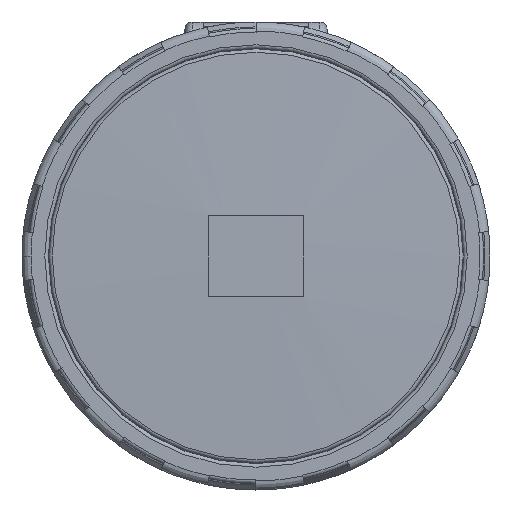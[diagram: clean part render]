
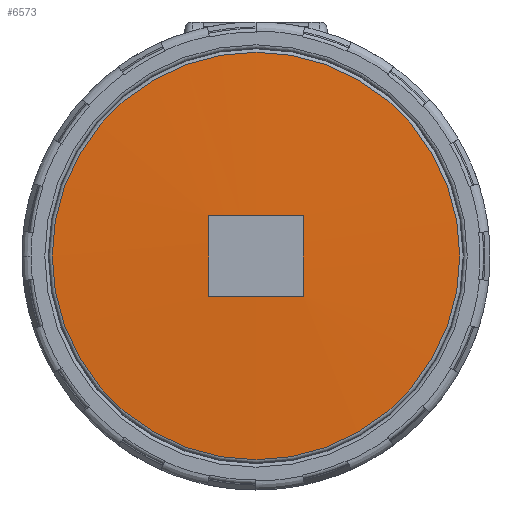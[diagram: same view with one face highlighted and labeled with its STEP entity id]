
A CAD part, left-side view. The second image highlights one B-rep face of the part: STEP entity #6573.
In plain terms, the highlighted spherical face has radius 1100 mm.
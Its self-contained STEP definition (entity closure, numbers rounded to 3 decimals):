
#483=SPHERICAL_SURFACE('',#36457,1100.);
#1662=FACE_BOUND('',#11384,.T.);
#1663=FACE_BOUND('',#11385,.T.);
#3100=CIRCLE('',#36388,1099.945);
#3101=CIRCLE('',#36391,1099.923);
#3102=CIRCLE('',#36393,1099.923);
#3127=CIRCLE('',#36455,55.951);
#3128=CIRCLE('',#36456,1099.945);
#6573=ADVANCED_FACE('',(#1662,#1663),#483,.T.);
#11384=EDGE_LOOP('',(#19144));
#11385=EDGE_LOOP('',(#19145,#19146,#19147,#19148));
#19144=ORIENTED_EDGE('',*,*,#28818,.T.);
#19145=ORIENTED_EDGE('',*,*,#28688,.F.);
#19146=ORIENTED_EDGE('',*,*,#28695,.T.);
#19147=ORIENTED_EDGE('',*,*,#28819,.T.);
#19148=ORIENTED_EDGE('',*,*,#28696,.F.);
#24229=VERTEX_POINT('',#71143);
#24231=VERTEX_POINT('',#71146);
#24235=VERTEX_POINT('',#71158);
#24236=VERTEX_POINT('',#71162);
#24321=VERTEX_POINT('',#71406);
#28688=EDGE_CURVE('',#24229,#24231,#3100,.T.);
#28695=EDGE_CURVE('',#24229,#24235,#3101,.T.);
#28696=EDGE_CURVE('',#24231,#24236,#3102,.T.);
#28818=EDGE_CURVE('',#24321,#24321,#3127,.T.);
#28819=EDGE_CURVE('',#24235,#24236,#3128,.T.);
#36388=AXIS2_PLACEMENT_3D('',#71145,#43688,#43689);
#36391=AXIS2_PLACEMENT_3D('',#71159,#43700,#43701);
#36393=AXIS2_PLACEMENT_3D('',#71161,#43704,#43705);
#36455=AXIS2_PLACEMENT_3D('',#71405,#43925,#43926);
#36456=AXIS2_PLACEMENT_3D('',#71407,#43927,#43928);
#36457=AXIS2_PLACEMENT_3D('',#71408,#43929,#43930);
#43688=DIRECTION('',(0.,0.,1.));
#43689=DIRECTION('',(0.,1.,0.));
#43700=DIRECTION('',(0.,1.,0.));
#43701=DIRECTION('',(1.,0.,0.));
#43704=DIRECTION('',(0.,1.,0.));
#43705=DIRECTION('',(1.,0.,0.));
#43925=DIRECTION('',(-1.,0.,0.));
#43926=DIRECTION('',(0.,0.,1.));
#43927=DIRECTION('',(0.,0.,1.));
#43928=DIRECTION('',(0.,-1.,0.));
#43929=DIRECTION('',(-1.,0.,0.));
#43930=DIRECTION('',(0.,0.,1.));
#71143=CARTESIAN_POINT('',(-384.568,13.,-11.));
#71145=CARTESIAN_POINT('',(715.3,0.,-11.));
#71146=CARTESIAN_POINT('',(-384.568,-13.,-11.));
#71158=CARTESIAN_POINT('',(-384.568,13.,11.));
#71159=CARTESIAN_POINT('',(715.3,13.,0.));
#71161=CARTESIAN_POINT('',(715.3,-13.,0.));
#71162=CARTESIAN_POINT('',(-384.568,-13.,11.));
#71405=CARTESIAN_POINT('',(-383.276,0.,0.));
#71406=CARTESIAN_POINT('',(-383.276,0.,55.951));
#71407=CARTESIAN_POINT('',(715.3,0.,11.));
#71408=CARTESIAN_POINT('',(715.3,0.,0.));
